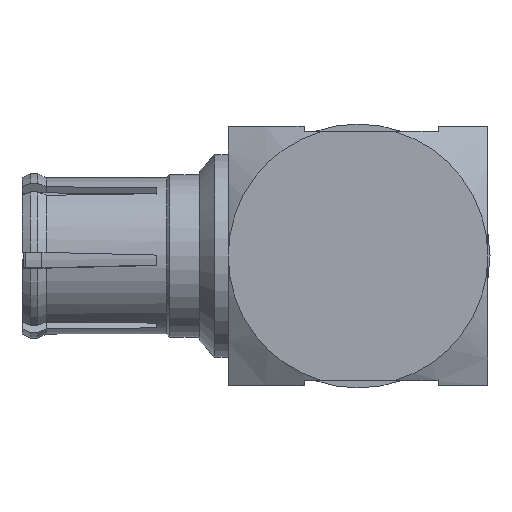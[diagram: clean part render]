
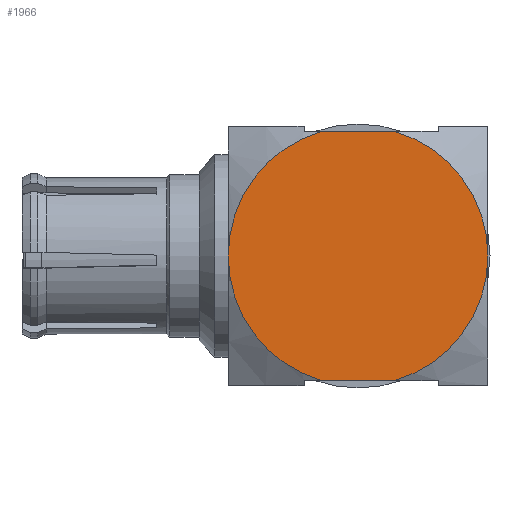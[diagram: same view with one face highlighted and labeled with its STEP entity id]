
A CAD part, left-side view. The second image highlights one B-rep face of the part: STEP entity #1966.
In plain terms, the highlighted planar face has unit normal (-1, 0, 0).
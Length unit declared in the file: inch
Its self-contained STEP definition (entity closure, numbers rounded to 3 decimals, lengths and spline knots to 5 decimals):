
#41 = CARTESIAN_POINT ( 'NONE',  ( -0.12598, 0.03486, 0.11902 ) ) ;
#50 = CIRCLE ( 'NONE', #906, 0.12402 ) ;
#71 = LINE ( 'NONE', #1147, #3019 ) ;
#186 = CARTESIAN_POINT ( 'NONE',  ( -0.12598, 0., 0. ) ) ;
#191 = DIRECTION ( 'NONE',  ( 0., 0., 1. ) ) ;
#230 = DIRECTION ( 'NONE',  ( -1., 0., 0. ) ) ;
#244 = AXIS2_PLACEMENT_3D ( 'NONE', #987, #230, #191 ) ;
#345 = CARTESIAN_POINT ( 'NONE',  ( -0.12598, -0.03486, 0.11902 ) ) ;
#360 = EDGE_CURVE ( 'NONE', #2430, #1376, #546, .T. ) ;
#402 = DIRECTION ( 'NONE',  ( 0., 1., 0. ) ) ;
#410 = CARTESIAN_POINT ( 'NONE',  ( -0.12598, -0.12402, 0.12402 ) ) ;
#475 = EDGE_CURVE ( 'NONE', #1731, #1357, #1877, .T. ) ;
#546 = CIRCLE ( 'NONE', #979, 0.12402 ) ;
#627 = ORIENTED_EDGE ( 'NONE', *, *, #2061, .T. ) ;
#668 = DIRECTION ( 'NONE',  ( 0., 0., 1. ) ) ;
#703 = EDGE_CURVE ( 'NONE', #928, #3093, #71, .T. ) ;
#899 = DIRECTION ( 'NONE',  ( 0., 0., 1. ) ) ;
#906 = AXIS2_PLACEMENT_3D ( 'NONE', #186, #2283, #2836 ) ;
#928 = VERTEX_POINT ( 'NONE', #1329 ) ;
#979 = AXIS2_PLACEMENT_3D ( 'NONE', #2714, #3258, #668 ) ;
#980 = AXIS2_PLACEMENT_3D ( 'NONE', #410, #1441, #1405 ) ;
#987 = CARTESIAN_POINT ( 'NONE',  ( -0.12598, 0., 0. ) ) ;
#1024 = EDGE_LOOP ( 'NONE', ( #2605, #2135, #3120, #627, #1270, #1540 ) ) ;
#1098 = DIRECTION ( 'NONE',  ( 0., -1., 0. ) ) ;
#1147 = CARTESIAN_POINT ( 'NONE',  ( -0.12598, -0.12402, -0.11902 ) ) ;
#1270 = ORIENTED_EDGE ( 'NONE', *, *, #703, .T. ) ;
#1329 = CARTESIAN_POINT ( 'NONE',  ( -0.12598, 0.03486, -0.11902 ) ) ;
#1357 = VERTEX_POINT ( 'NONE', #1570 ) ;
#1376 = VERTEX_POINT ( 'NONE', #345 ) ;
#1405 = DIRECTION ( 'NONE',  ( 0., 0., -1. ) ) ;
#1441 = DIRECTION ( 'NONE',  ( 1., 0., 0. ) ) ;
#1470 = EDGE_CURVE ( 'NONE', #3093, #2430, #1808, .T. ) ;
#1472 = LINE ( 'NONE', #1955, #2860 ) ;
#1540 = ORIENTED_EDGE ( 'NONE', *, *, #1470, .T. ) ;
#1570 = CARTESIAN_POINT ( 'NONE',  ( -0.12598, 0.12402, 0. ) ) ;
#1657 = CARTESIAN_POINT ( 'NONE',  ( -0.12598, 0., 0. ) ) ;
#1731 = VERTEX_POINT ( 'NONE', #41 ) ;
#1808 = CIRCLE ( 'NONE', #3271, 0.12402 ) ;
#1877 = CIRCLE ( 'NONE', #244, 0.12402 ) ;
#1927 = CARTESIAN_POINT ( 'NONE',  ( -0.12598, -0.03486, -0.11902 ) ) ;
#1955 = CARTESIAN_POINT ( 'NONE',  ( -0.12598, -0.12402, 0.11902 ) ) ;
#1966 = ADVANCED_FACE ( 'NONE', ( #2729 ), #2165, .F. ) ;
#2061 = EDGE_CURVE ( 'NONE', #1357, #928, #50, .T. ) ;
#2135 = ORIENTED_EDGE ( 'NONE', *, *, #3281, .T. ) ;
#2165 = PLANE ( 'NONE',  #980 ) ;
#2243 = CARTESIAN_POINT ( 'NONE',  ( -0.12598, -0.12402, 0. ) ) ;
#2283 = DIRECTION ( 'NONE',  ( -1., 0., 0. ) ) ;
#2430 = VERTEX_POINT ( 'NONE', #2243 ) ;
#2605 = ORIENTED_EDGE ( 'NONE', *, *, #360, .T. ) ;
#2700 = DIRECTION ( 'NONE',  ( -1., 0., 0. ) ) ;
#2714 = CARTESIAN_POINT ( 'NONE',  ( -0.12598, 0., 0. ) ) ;
#2729 = FACE_OUTER_BOUND ( 'NONE', #1024, .T. ) ;
#2836 = DIRECTION ( 'NONE',  ( 0., 0., 1. ) ) ;
#2860 = VECTOR ( 'NONE', #402, 39.37008 ) ;
#3019 = VECTOR ( 'NONE', #1098, 39.37008 ) ;
#3093 = VERTEX_POINT ( 'NONE', #1927 ) ;
#3120 = ORIENTED_EDGE ( 'NONE', *, *, #475, .T. ) ;
#3258 = DIRECTION ( 'NONE',  ( -1., 0., 0. ) ) ;
#3271 = AXIS2_PLACEMENT_3D ( 'NONE', #1657, #2700, #899 ) ;
#3281 = EDGE_CURVE ( 'NONE', #1376, #1731, #1472, .T. ) ;
